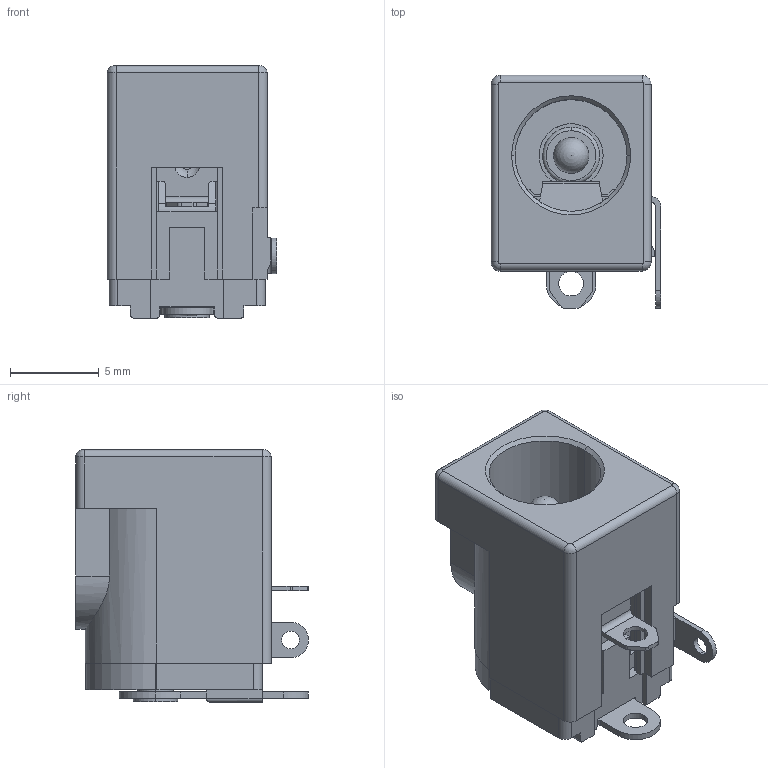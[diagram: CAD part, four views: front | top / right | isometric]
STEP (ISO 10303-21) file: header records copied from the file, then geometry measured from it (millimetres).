
FILE_DESCRIPTION (( 'STEP AP203' ), '1' );
FILE_NAME ('CUI_DEVICES_PJ-050AH.step', '2023-08-31T19:14:01', ( '' ), ( '' ), 'SwSTEP 2.0', 'SolidWorks 2023', '' );
FILE_SCHEMA (( 'CONFIG_CONTROL_DESIGN' ));
Length unit declared in the file: millimetre
Products named in the file (1): CUI_DEVICES_PJ-050AH
Bounding box: 9.55 x 13.1 x 14.2 mm (x, y, z)
Volume: 738.7 mm3; surface area: 1522.4 mm2
Topology: 2 solids, 3 shells, 369 faces, 1003 edges, 653 vertices
Faces by surface type: plane 226, cylinder 99, torus 27, cone 12, bspline 4, sphere 1
Entity records: 12094 total; most frequent: CARTESIAN_POINT 2577, ORIENTED_EDGE 1998, DIRECTION 1938, EDGE_CURVE 999, VECTOR 708, LINE 708, VERTEX_POINT 652, AXIS2_PLACEMENT_3D 615
